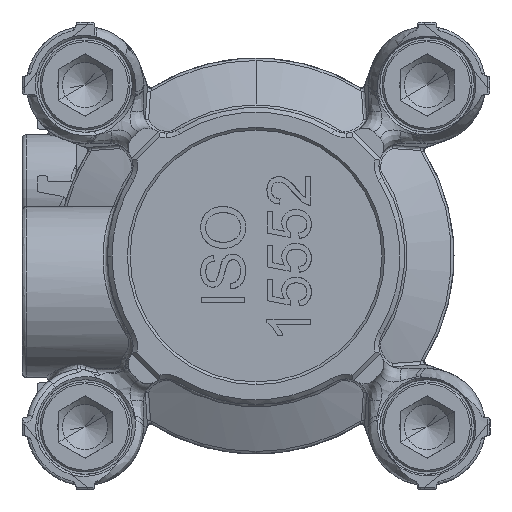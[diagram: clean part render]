
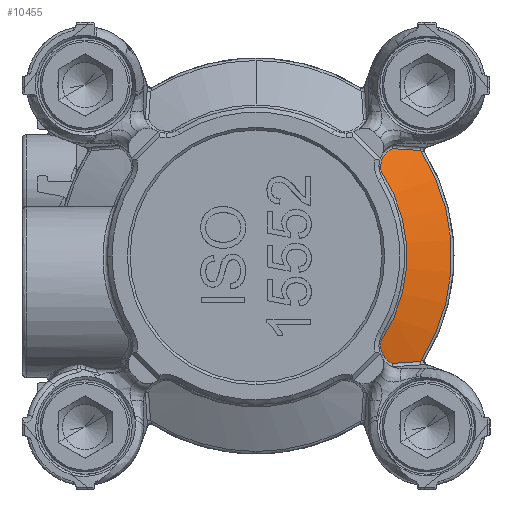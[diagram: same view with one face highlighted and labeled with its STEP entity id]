
A CAD part, front view. The second image highlights one B-rep face of the part: STEP entity #10455.
In plain terms, the highlighted conical face has half-angle 63.5 degrees and reference radius 21.723 mm.
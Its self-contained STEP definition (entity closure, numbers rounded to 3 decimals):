
#318 = CARTESIAN_POINT ( 'NONE',  ( 13.86, 22.296, -9.635 ) ) ;
#1629 = CARTESIAN_POINT ( 'NONE',  ( 14.916, 23.369, -11.82 ) ) ;
#2578 = CARTESIAN_POINT ( 'NONE',  ( 13.978, 22.648, 10.672 ) ) ;
#3085 = CARTESIAN_POINT ( 'NONE',  ( 15.034, 23.432, 11.873 ) ) ;
#3578 = CARTESIAN_POINT ( 'NONE',  ( 13.882, 22.498, 10.3 ) ) ;
#6815 = CARTESIAN_POINT ( 'NONE',  ( 18.289, 24.711, -11.721 ) ) ;
#6937 = CARTESIAN_POINT ( 'NONE',  ( 14.443, 23.061, -11.422 ) ) ;
#8436 = CARTESIAN_POINT ( 'NONE',  ( 14.038, 22.714, -10.81 ) ) ;
#10455 = ADVANCED_FACE ( 'NONE', ( #84731 ), #80003, .T. ) ;
#11194 = CARTESIAN_POINT ( 'NONE',  ( 13.923, 22.571, 10.487 ) ) ;
#11690 = CARTESIAN_POINT ( 'NONE',  ( 14.192, 22.863, 11.099 ) ) ;
#13483 = VERTEX_POINT ( 'NONE', #63165 ) ;
#13987 = ORIENTED_EDGE ( 'NONE', *, *, #62122, .T. ) ;
#14854 = DIRECTION ( 'NONE',  ( 0., 0., -1. ) ) ;
#15320 = VERTEX_POINT ( 'NONE', #35429 ) ;
#16087 = CARTESIAN_POINT ( 'NONE',  ( 13.862, 22.449, -10.158 ) ) ;
#16449 = CARTESIAN_POINT ( 'NONE',  ( 14.769, 23.277, 11.707 ) ) ;
#18010 = DIRECTION ( 'NONE',  ( 0., 0., 1. ) ) ;
#18402 = AXIS2_PLACEMENT_3D ( 'NONE', #44666, #99466, #45160 ) ;
#18839 = CARTESIAN_POINT ( 'NONE',  ( 14.244, 22.907, 11.176 ) ) ;
#19329 = CARTESIAN_POINT ( 'NONE',  ( 13.915, 22.245, 9.372 ) ) ;
#19390 = VERTEX_POINT ( 'NONE', #50750 ) ;
#21675 = CARTESIAN_POINT ( 'NONE',  ( 14.319, 22.969, -11.279 ) ) ;
#22181 = CARTESIAN_POINT ( 'NONE',  ( 14.073, 22.751, -10.884 ) ) ;
#22668 = EDGE_CURVE ( 'NONE', #31001, #13483, #33464, .T. ) ;
#23055 = VERTEX_POINT ( 'NONE', #51111 ) ;
#24074 = CARTESIAN_POINT ( 'NONE',  ( 14.555, 23.139, 11.532 ) ) ;
#24924 = CARTESIAN_POINT ( 'NONE',  ( 15.152, 23.494, -11.925 ) ) ;
#26439 = CARTESIAN_POINT ( 'NONE',  ( 14.355, 22.997, 11.326 ) ) ;
#26938 = CARTESIAN_POINT ( 'NONE',  ( 13.867, 22.465, 10.207 ) ) ;
#28035 = ORIENTED_EDGE ( 'NONE', *, *, #60180, .F. ) ;
#28824 = CARTESIAN_POINT ( 'NONE',  ( 17.193, 24.271, 11.796 ) ) ;
#29430 = ORIENTED_EDGE ( 'NONE', *, *, #22668, .T. ) ;
#30797 = CARTESIAN_POINT ( 'NONE',  ( 14.059, 22.736, -10.855 ) ) ;
#31001 = VERTEX_POINT ( 'NONE', #24924 ) ;
#31085 = CARTESIAN_POINT ( 'NONE',  ( 0., 24.711, 0. ) ) ;
#31788 = CARTESIAN_POINT ( 'NONE',  ( 14.144, 22.821, -11.024 ) ) ;
#33207 = CIRCLE ( 'NONE', #88396, 21.723 ) ;
#33464 = B_SPLINE_CURVE_WITH_KNOTS ( 'NONE', 3,
 ( #90119, #74873, #51523, #6815 ),
 .UNSPECIFIED., .F., .F.,
 ( 4, 4 ),
 ( 0., 1. ),
 .UNSPECIFIED. ) ;
#34067 = CARTESIAN_POINT ( 'NONE',  ( 14.924, 23.369, 11.811 ) ) ;
#35429 = CARTESIAN_POINT ( 'NONE',  ( 13.915, 22.245, -9.372 ) ) ;
#36458 = CARTESIAN_POINT ( 'NONE',  ( 18.289, 24.711, 11.721 ) ) ;
#37925 = CARTESIAN_POINT ( 'NONE',  ( 14.487, 23.092, -11.467 ) ) ;
#38440 = CARTESIAN_POINT ( 'NONE',  ( 13.882, 22.267, -9.503 ) ) ;
#38930 = VERTEX_POINT ( 'NONE', #41953 ) ;
#39436 = CARTESIAN_POINT ( 'NONE',  ( 14.081, 22.758, -10.9 ) ) ;
#39818 = CARTESIAN_POINT ( 'NONE',  ( 14.624, 23.184, 11.592 ) ) ;
#40022 = B_SPLINE_CURVE_WITH_KNOTS ( 'NONE', 3,
 ( #46048, #38440, #318, #100371, #54661, #68395, #62288, #85631, #16087, #78003, #92745, #99356, #76013, #8436, #30797, #22181, #39436, #31788, #91239, #21675, #45056, #6937, #37925, #68895, #86434, #1629, #100174 ),
 .UNSPECIFIED., .F., .F.,
 ( 4, 2, 1, 1, 2, 2, 2, 1, 1, 2, 2, 2, 1, 2, 2, 4 ),
 ( 0., 0.125, 0.187, 0.219, 0.234, 0.25, 0.375, 0.437, 0.469, 0.484, 0.5, 0.625, 0.687, 0.719, 0.75, 1. ),
 .UNSPECIFIED. ) ;
#41713 = CARTESIAN_POINT ( 'NONE',  ( 15.152, 23.494, 11.925 ) ) ;
#41953 = CARTESIAN_POINT ( 'NONE',  ( 13.915, 22.245, 9.372 ) ) ;
#42703 = CARTESIAN_POINT ( 'NONE',  ( 14.026, 22.704, 10.792 ) ) ;
#44666 = CARTESIAN_POINT ( 'NONE',  ( 0., 24.711, 0. ) ) ;
#45027 = EDGE_LOOP ( 'NONE', ( #29430, #28035, #77076, #89036, #13987, #82111 ) ) ;
#45056 = CARTESIAN_POINT ( 'NONE',  ( 14.379, 23.014, -11.352 ) ) ;
#45160 = DIRECTION ( 'NONE',  ( -1., 0., 0. ) ) ;
#46048 = CARTESIAN_POINT ( 'NONE',  ( 13.915, 22.245, -9.372 ) ) ;
#49814 = CARTESIAN_POINT ( 'NONE',  ( 14.145, 22.82, 11.019 ) ) ;
#50750 = CARTESIAN_POINT ( 'NONE',  ( 18.289, 24.711, 11.721 ) ) ;
#51111 = CARTESIAN_POINT ( 'NONE',  ( 15.152, 23.494, 11.925 ) ) ;
#51523 = CARTESIAN_POINT ( 'NONE',  ( 17.193, 24.271, -11.796 ) ) ;
#54661 = CARTESIAN_POINT ( 'NONE',  ( 13.846, 22.377, -9.936 ) ) ;
#55047 = CARTESIAN_POINT ( 'NONE',  ( 14.114, 22.791, 10.965 ) ) ;
#57936 = CARTESIAN_POINT ( 'NONE',  ( 13.83, 22.359, 9.899 ) ) ;
#60180 = EDGE_CURVE ( 'NONE', #19390, #13483, #33207, .T. ) ;
#60333 = CARTESIAN_POINT ( 'NONE',  ( 16.148, 23.865, 11.864 ) ) ;
#62122 = EDGE_CURVE ( 'NONE', #38930, #15320, #73953, .T. ) ;
#62288 = CARTESIAN_POINT ( 'NONE',  ( 13.857, 22.431, -10.106 ) ) ;
#63165 = CARTESIAN_POINT ( 'NONE',  ( 18.289, 24.711, -11.721 ) ) ;
#64244 = AXIS2_PLACEMENT_3D ( 'NONE', #97180, #88070, #18010 ) ;
#65036 = CARTESIAN_POINT ( 'NONE',  ( 14.695, 23.23, 11.652 ) ) ;
#67280 = EDGE_CURVE ( 'NONE', #19390, #23055, #83894, .T. ) ;
#67347 = B_SPLINE_CURVE_WITH_KNOTS ( 'NONE', 3,
 ( #41713, #3085, #34067, #16449, #65036, #39818, #93627, #24074, #81254, #26439, #18839, #11690, #49814, #55047, #72139, #42703, #2578, #11194, #73151, #3578, #96503, #26938, #57936, #88887, #19329 ),
 .UNSPECIFIED., .F., .F.,
 ( 4, 2, 1, 2, 2, 2, 1, 2, 2, 2, 1, 2, 2, 4 ),
 ( 0., 0.125, 0.188, 0.219, 0.25, 0.375, 0.438, 0.469, 0.5, 0.625, 0.688, 0.719, 0.75, 1. ),
 .UNSPECIFIED. ) ;
#67453 = CARTESIAN_POINT ( 'NONE',  ( 15.152, 23.494, 11.925 ) ) ;
#68395 = CARTESIAN_POINT ( 'NONE',  ( 13.852, 22.414, -10.054 ) ) ;
#68650 = EDGE_CURVE ( 'NONE', #15320, #31001, #40022, .T. ) ;
#68895 = CARTESIAN_POINT ( 'NONE',  ( 14.511, 23.109, -11.491 ) ) ;
#72139 = CARTESIAN_POINT ( 'NONE',  ( 14.101, 22.778, 10.939 ) ) ;
#73151 = CARTESIAN_POINT ( 'NONE',  ( 13.899, 22.534, 10.394 ) ) ;
#73953 = CIRCLE ( 'NONE', #64244, 16.777 ) ;
#74873 = CARTESIAN_POINT ( 'NONE',  ( 16.148, 23.865, -11.864 ) ) ;
#76013 = CARTESIAN_POINT ( 'NONE',  ( 13.994, 22.665, -10.705 ) ) ;
#77076 = ORIENTED_EDGE ( 'NONE', *, *, #67280, .T. ) ;
#78003 = CARTESIAN_POINT ( 'NONE',  ( 13.88, 22.498, -10.303 ) ) ;
#79335 = EDGE_CURVE ( 'NONE', #23055, #38930, #67347, .T. ) ;
#80003 = CONICAL_SURFACE ( 'NONE', #18402, 21.723, 1.108 ) ;
#81254 = CARTESIAN_POINT ( 'NONE',  ( 14.439, 23.059, 11.421 ) ) ;
#82111 = ORIENTED_EDGE ( 'NONE', *, *, #68650, .T. ) ;
#82902 = DIRECTION ( 'NONE',  ( 0., 1., 0. ) ) ;
#83894 = B_SPLINE_CURVE_WITH_KNOTS ( 'NONE', 3,
 ( #36458, #28824, #60333, #67453 ),
 .UNSPECIFIED., .F., .F.,
 ( 4, 4 ),
 ( 0., 1. ),
 .UNSPECIFIED. ) ;
#84731 = FACE_OUTER_BOUND ( 'NONE', #45027, .T. ) ;
#85631 = CARTESIAN_POINT ( 'NONE',  ( 13.86, 22.443, -10.14 ) ) ;
#86434 = CARTESIAN_POINT ( 'NONE',  ( 14.711, 23.246, -11.68 ) ) ;
#88070 = DIRECTION ( 'NONE',  ( 0., 1., 0. ) ) ;
#88396 = AXIS2_PLACEMENT_3D ( 'NONE', #31085, #82902, #14854 ) ;
#88887 = CARTESIAN_POINT ( 'NONE',  ( 13.848, 22.29, 9.634 ) ) ;
#89036 = ORIENTED_EDGE ( 'NONE', *, *, #79335, .T. ) ;
#90119 = CARTESIAN_POINT ( 'NONE',  ( 15.152, 23.494, -11.925 ) ) ;
#91239 = CARTESIAN_POINT ( 'NONE',  ( 14.208, 22.879, -11.13 ) ) ;
#92745 = CARTESIAN_POINT ( 'NONE',  ( 13.906, 22.546, -10.429 ) ) ;
#93627 = CARTESIAN_POINT ( 'NONE',  ( 14.577, 23.154, 11.552 ) ) ;
#96503 = CARTESIAN_POINT ( 'NONE',  ( 13.871, 22.475, 10.236 ) ) ;
#97180 = CARTESIAN_POINT ( 'NONE',  ( 0., 22.245, 0. ) ) ;
#99356 = CARTESIAN_POINT ( 'NONE',  ( 13.962, 22.624, -10.614 ) ) ;
#99466 = DIRECTION ( 'NONE',  ( 0., 1., 0. ) ) ;
#100174 = CARTESIAN_POINT ( 'NONE',  ( 15.152, 23.494, -11.925 ) ) ;
#100371 = CARTESIAN_POINT ( 'NONE',  ( 13.848, 22.348, -9.835 ) ) ;
